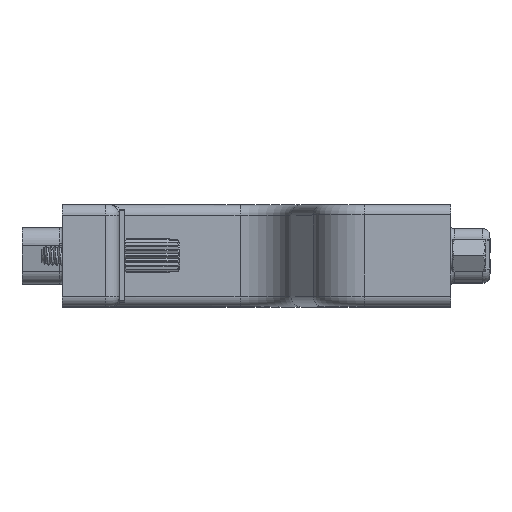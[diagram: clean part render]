
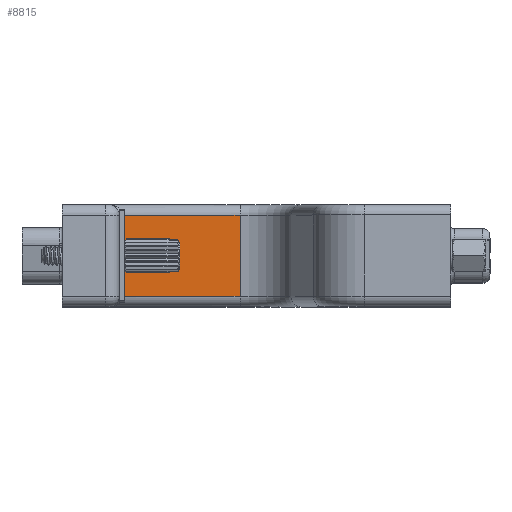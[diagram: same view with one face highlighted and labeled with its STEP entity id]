
A CAD part, top view. The second image highlights one B-rep face of the part: STEP entity #8815.
In plain terms, the highlighted planar face has unit normal (0, 0, 1).
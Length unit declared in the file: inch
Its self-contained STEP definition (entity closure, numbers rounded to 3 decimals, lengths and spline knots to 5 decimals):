
#6425 = CARTESIAN_POINT ( 'NONE',  ( -0.775, -0.235, 0.525 ) ) ;
#6631 = DIRECTION ( 'NONE',  ( -1., 0., 0. ) ) ;
#6633 = VECTOR ( 'NONE', #6631, 39.37008 ) ;
#6654 = CARTESIAN_POINT ( 'NONE',  ( -0.795, 0.235, 0.525 ) ) ;
#6655 = LINE ( 'NONE', #6654, #6633 ) ;
#6677 = CARTESIAN_POINT ( 'NONE',  ( -0.095, -0.235, 0.525 ) ) ;
#6701 = DIRECTION ( 'NONE',  ( 1., 0., 0. ) ) ;
#6702 = VECTOR ( 'NONE', #6701, 39.37008 ) ;
#6712 = CARTESIAN_POINT ( 'NONE',  ( -0.095, -0.235, 0.525 ) ) ;
#6713 = LINE ( 'NONE', #6712, #6702 ) ;
#6722 = CARTESIAN_POINT ( 'NONE',  ( -0.095, 0.295, 0.525 ) ) ;
#6723 = LINE ( 'NONE', #6722, #6819 ) ;
#6776 = CARTESIAN_POINT ( 'NONE',  ( -0.095, 0.235, 0.525 ) ) ;
#6818 = DIRECTION ( 'NONE',  ( 0., -1., 0. ) ) ;
#6819 = VECTOR ( 'NONE', #6818, 39.37008 ) ;
#6837 = CARTESIAN_POINT ( 'NONE',  ( -0.095, 0.295, 0.525 ) ) ;
#6873 = DIRECTION ( 'NONE',  ( 0., -1., 0. ) ) ;
#6874 = VECTOR ( 'NONE', #6873, 39.37008 ) ;
#6876 = CARTESIAN_POINT ( 'NONE',  ( -0.775, -0.235, 0.525 ) ) ;
#6882 = LINE ( 'NONE', #6876, #6874 ) ;
#6924 = DIRECTION ( 'NONE',  ( -1., 0., 0. ) ) ;
#6926 = DIRECTION ( 'NONE',  ( 0., 0., -1. ) ) ;
#6931 = FACE_OUTER_BOUND ( 'NONE', #8336, .T. ) ;
#6934 = CARTESIAN_POINT ( 'NONE',  ( -0.775, 0.235, 0.525 ) ) ;
#6943 = AXIS2_PLACEMENT_3D ( 'NONE', #6837, #6926, #6924 ) ;
#6950 = PLANE ( 'NONE',  #6943 ) ;
#7335 = VERTEX_POINT ( 'NONE', #6425 ) ;
#8336 = EDGE_LOOP ( 'NONE', ( #8766, #8534, #8527, #8343 ) ) ;
#8339 = VERTEX_POINT ( 'NONE', #6677 ) ;
#8343 = ORIENTED_EDGE ( 'NONE', *, *, #8562, .F. ) ;
#8350 = EDGE_CURVE ( 'NONE', #8693, #8791, #6655, .T. ) ;
#8516 = EDGE_CURVE ( 'NONE', #7335, #8339, #6713, .T. ) ;
#8527 = ORIENTED_EDGE ( 'NONE', *, *, #8516, .T. ) ;
#8534 = ORIENTED_EDGE ( 'NONE', *, *, #8746, .T. ) ;
#8562 = EDGE_CURVE ( 'NONE', #8693, #8339, #6723, .T. ) ;
#8693 = VERTEX_POINT ( 'NONE', #6776 ) ;
#8746 = EDGE_CURVE ( 'NONE', #8791, #7335, #6882, .T. ) ;
#8766 = ORIENTED_EDGE ( 'NONE', *, *, #8350, .T. ) ;
#8791 = VERTEX_POINT ( 'NONE', #6934 ) ;
#8815 = ADVANCED_FACE ( 'NONE', ( #6931 ), #6950, .F. ) ;
